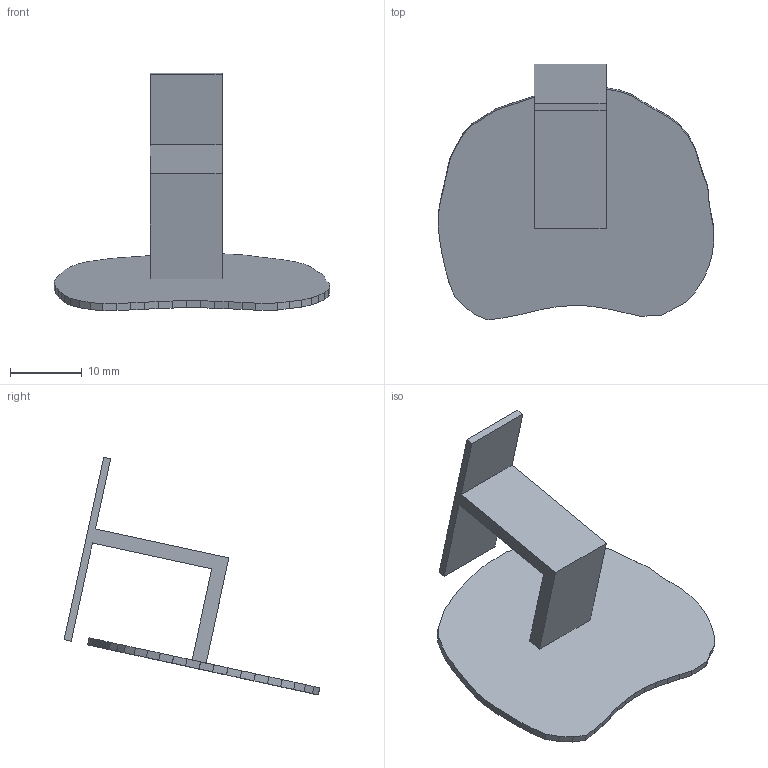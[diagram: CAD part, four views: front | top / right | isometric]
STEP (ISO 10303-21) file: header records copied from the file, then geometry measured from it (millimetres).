
FILE_DESCRIPTION(/* description */ (''),/* implementation_level */ '2;1');
FILE_NAME(/* name */ 'AbdFlex_L1 mount.step',/* time_stamp */ '2024-06-23T23:29:47-04:00',/* author */ (''),/* organization */ (''),/* preprocessor_version */ 'ST-DEVELOPER v20',/* originating_system */ 'Autodesk Translation Framework v13.14.0.145',/* authorisation */ '');
FILE_SCHEMA (('AUTOMOTIVE_DESIGN { 1 0 10303 214 3 1 1 }'));
Length unit declared in the file: millimetre
Products named in the file (1): AbdFlex_L1 mount
Bounding box: 38.34 x 35.6 x 33.07 mm (x, y, z)
Volume: 1939.4 mm3; surface area: 3517.2 mm2
Topology: 1 solids, 1 shells, 120 faces, 351 edges, 234 vertices
Faces by surface type: plane 120
Entity records: 3928 total; most frequent: CARTESIAN_POINT 706, ORIENTED_EDGE 702, DIRECTION 593, LINE 351, VECTOR 351, EDGE_CURVE 351, VERTEX_POINT 234, EDGE_LOOP 121
